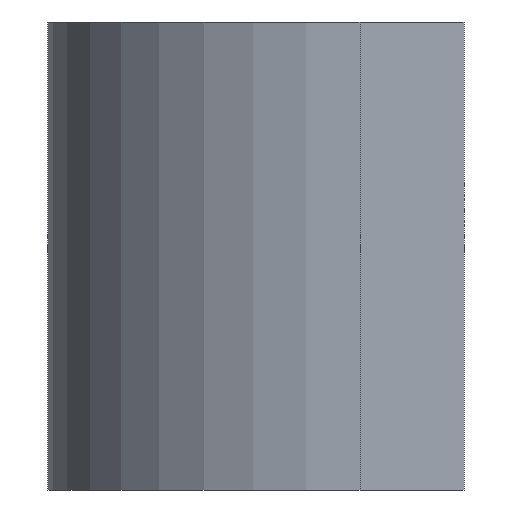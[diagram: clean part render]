
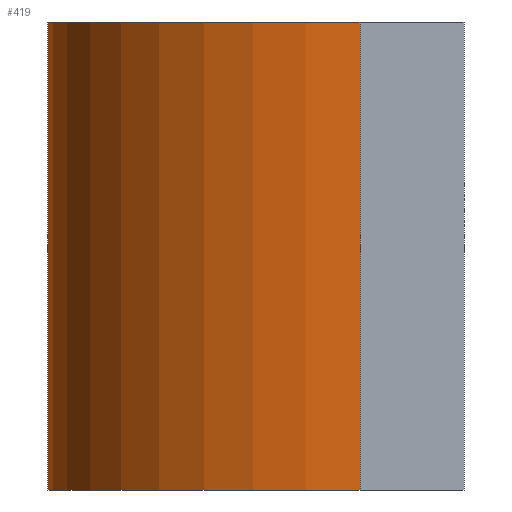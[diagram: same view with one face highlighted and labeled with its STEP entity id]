
A CAD part, front view. The second image highlights one B-rep face of the part: STEP entity #419.
In plain terms, the highlighted cylindrical face has radius 19.05 mm (diameter 38.1 mm), a partial arc.
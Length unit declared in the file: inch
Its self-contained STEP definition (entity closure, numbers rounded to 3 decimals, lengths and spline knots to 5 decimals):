
#53=FACE_OUTER_BOUND('',#80,.T.);
#80=EDGE_LOOP('',(#363,#364,#365,#366));
#122=LINE('',#712,#157);
#123=LINE('',#714,#158);
#157=VECTOR('',#590,0.3937);
#158=VECTOR('',#593,0.3937);
#180=CIRCLE('',#470,0.75);
#181=CIRCLE('',#472,0.75);
#212=VERTEX_POINT('',#687);
#213=VERTEX_POINT('',#689);
#217=VERTEX_POINT('',#698);
#218=VERTEX_POINT('',#700);
#262=EDGE_CURVE('',#212,#213,#180,.T.);
#267=EDGE_CURVE('',#218,#217,#181,.T.);
#274=EDGE_CURVE('',#217,#213,#122,.T.);
#275=EDGE_CURVE('',#218,#212,#123,.T.);
#363=ORIENTED_EDGE('',*,*,#267,.T.);
#364=ORIENTED_EDGE('',*,*,#274,.T.);
#365=ORIENTED_EDGE('',*,*,#262,.F.);
#366=ORIENTED_EDGE('',*,*,#275,.F.);
#401=CYLINDRICAL_SURFACE('',#476,0.75);
#419=ADVANCED_FACE('',(#53),#401,.T.);
#470=AXIS2_PLACEMENT_3D('',#690,#569,#570);
#472=AXIS2_PLACEMENT_3D('',#701,#577,#578);
#476=AXIS2_PLACEMENT_3D('',#713,#591,#592);
#569=DIRECTION('center_axis',(0.,0.,1.));
#570=DIRECTION('ref_axis',(-1.,0.,0.));
#577=DIRECTION('center_axis',(0.,0.,1.));
#578=DIRECTION('ref_axis',(-1.,0.,0.));
#590=DIRECTION('',(0.,0.,1.));
#591=DIRECTION('center_axis',(0.,0.,1.));
#592=DIRECTION('ref_axis',(-1.,0.,0.));
#593=DIRECTION('',(0.,0.,1.));
#687=CARTESIAN_POINT('',(7.,-7.25,0.79921));
#689=CARTESIAN_POINT('',(7.75,-8.,0.79921));
#690=CARTESIAN_POINT('Origin',(7.75,-7.25,0.79921));
#698=CARTESIAN_POINT('',(7.75,-8.,-0.32579));
#700=CARTESIAN_POINT('',(7.,-7.25,-0.32579));
#701=CARTESIAN_POINT('Origin',(7.75,-7.25,-0.32579));
#712=CARTESIAN_POINT('',(7.75,-8.,-0.32579));
#713=CARTESIAN_POINT('Origin',(7.75,-7.25,-0.32579));
#714=CARTESIAN_POINT('',(7.,-7.25,-0.32579));
